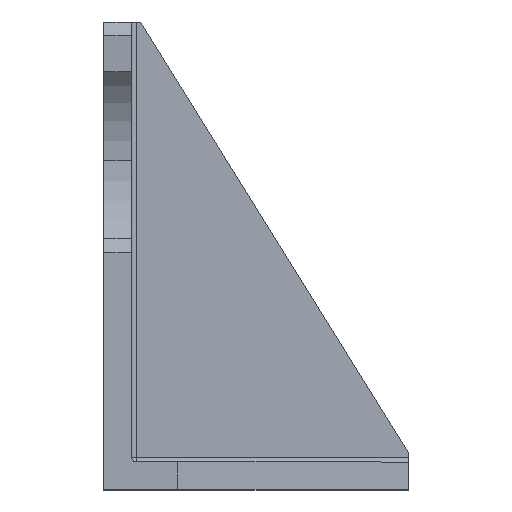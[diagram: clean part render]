
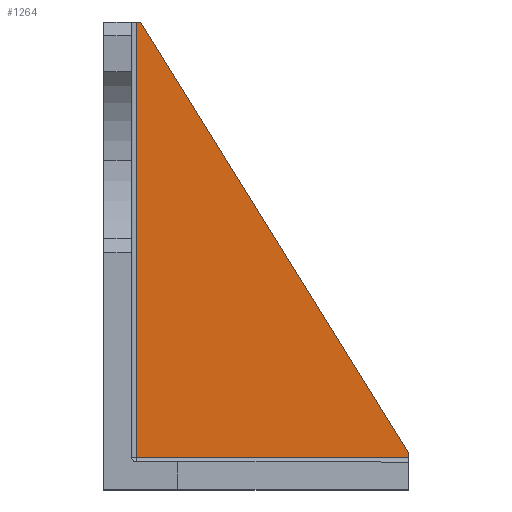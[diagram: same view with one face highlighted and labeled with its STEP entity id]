
A CAD part, top view. The second image highlights one B-rep face of the part: STEP entity #1264.
In plain terms, the highlighted planar face has unit normal (0, 0, 1).
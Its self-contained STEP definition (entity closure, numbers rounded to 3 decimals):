
#44 = PLANE('',#45);
#45 = AXIS2_PLACEMENT_3D('',#46,#47,#48);
#46 = CARTESIAN_POINT('',(-6.,94.908,-6.));
#47 = DIRECTION('',(0.,1.,0.));
#48 = DIRECTION('',(1.,0.,0.));
#72 = CYLINDRICAL_SURFACE('',#73,1.);
#73 = AXIS2_PLACEMENT_3D('',#74,#75,#76);
#74 = CARTESIAN_POINT('',(1.,0.,1.));
#75 = DIRECTION('',(0.,1.,0.));
#76 = DIRECTION('',(-1.,0.,-0.));
#417 = EDGE_CURVE('',#418,#420,#422,.T.);
#418 = VERTEX_POINT('',#419);
#419 = CARTESIAN_POINT('',(2.,94.908,0.));
#420 = VERTEX_POINT('',#421);
#421 = CARTESIAN_POINT('',(1.,94.908,0.));
#422 = SURFACE_CURVE('',#423,(#427,#434),.PCURVE_S1.);
#423 = LINE('',#424,#425);
#424 = CARTESIAN_POINT('',(-3.,94.908,0.));
#425 = VECTOR('',#426,1.);
#426 = DIRECTION('',(-1.,0.,-0.));
#427 = PCURVE('',#44,#428);
#428 = DEFINITIONAL_REPRESENTATION('',(#429),#433);
#429 = LINE('',#430,#431);
#430 = CARTESIAN_POINT('',(3.,-6.));
#431 = VECTOR('',#432,1.);
#432 = DIRECTION('',(-1.,0.));
#433 = ( GEOMETRIC_REPRESENTATION_CONTEXT(2) 
PARAMETRIC_REPRESENTATION_CONTEXT() REPRESENTATION_CONTEXT('2D SPACE',''
  ) );
#434 = PCURVE('',#435,#440);
#435 = PLANE('',#436);
#436 = AXIS2_PLACEMENT_3D('',#437,#438,#439);
#437 = CARTESIAN_POINT('',(0.,0.,0.));
#438 = DIRECTION('',(0.,0.,-1.));
#439 = DIRECTION('',(1.,0.,0.));
#440 = DEFINITIONAL_REPRESENTATION('',(#441),#445);
#441 = LINE('',#442,#443);
#442 = CARTESIAN_POINT('',(-3.,-94.908));
#443 = VECTOR('',#444,1.);
#444 = DIRECTION('',(-1.,-0.));
#445 = ( GEOMETRIC_REPRESENTATION_CONTEXT(2) 
PARAMETRIC_REPRESENTATION_CONTEXT() REPRESENTATION_CONTEXT('2D SPACE',''
  ) );
#463 = PLANE('',#464);
#464 = AXIS2_PLACEMENT_3D('',#465,#466,#467);
#465 = CARTESIAN_POINT('',(2.,94.908,-6.));
#466 = DIRECTION('',(0.849,0.528,0.)
  );
#467 = DIRECTION('',(0.528,-0.849,0.)
  );
#582 = VERTEX_POINT('',#583);
#583 = CARTESIAN_POINT('',(1.,1.,0.));
#608 = EDGE_CURVE('',#582,#420,#609,.T.);
#609 = SURFACE_CURVE('',#610,(#614,#620),.PCURVE_S1.);
#610 = LINE('',#611,#612);
#611 = CARTESIAN_POINT('',(1.,0.,0.));
#612 = VECTOR('',#613,1.);
#613 = DIRECTION('',(0.,1.,0.));
#614 = PCURVE('',#72,#615);
#615 = DEFINITIONAL_REPRESENTATION('',(#616),#619);
#616 = B_SPLINE_CURVE_WITH_KNOTS('',1,(#617,#618),.UNSPECIFIED.,.F.,.F.,
  (2,2),(1.,94.908),.PIECEWISE_BEZIER_KNOTS.);
#617 = CARTESIAN_POINT('',(-1.571,1.));
#618 = CARTESIAN_POINT('',(-1.571,94.908));
#619 = ( GEOMETRIC_REPRESENTATION_CONTEXT(2) 
PARAMETRIC_REPRESENTATION_CONTEXT() REPRESENTATION_CONTEXT('2D SPACE',''
  ) );
#620 = PCURVE('',#435,#621);
#621 = DEFINITIONAL_REPRESENTATION('',(#622),#626);
#622 = LINE('',#623,#624);
#623 = CARTESIAN_POINT('',(1.,0.));
#624 = VECTOR('',#625,1.);
#625 = DIRECTION('',(0.,-1.));
#626 = ( GEOMETRIC_REPRESENTATION_CONTEXT(2) 
PARAMETRIC_REPRESENTATION_CONTEXT() REPRESENTATION_CONTEXT('2D SPACE',''
  ) );
#1264 = ADVANCED_FACE('',(#1265),#435,.F.);
#1265 = FACE_BOUND('',#1266,.F.);
#1266 = EDGE_LOOP('',(#1267,#1297,#1322,#1323,#1324));
#1267 = ORIENTED_EDGE('',*,*,#1268,.F.);
#1268 = EDGE_CURVE('',#1269,#1271,#1273,.T.);
#1269 = VERTEX_POINT('',#1270);
#1270 = CARTESIAN_POINT('',(59.729,1.,0.));
#1271 = VERTEX_POINT('',#1272);
#1272 = CARTESIAN_POINT('',(59.729,2.,0.));
#1273 = SURFACE_CURVE('',#1274,(#1278,#1285),.PCURVE_S1.);
#1274 = LINE('',#1275,#1276);
#1275 = CARTESIAN_POINT('',(59.729,1.,0.));
#1276 = VECTOR('',#1277,1.);
#1277 = DIRECTION('',(0.,1.,0.));
#1278 = PCURVE('',#435,#1279);
#1279 = DEFINITIONAL_REPRESENTATION('',(#1280),#1284);
#1280 = LINE('',#1281,#1282);
#1281 = CARTESIAN_POINT('',(59.729,-1.));
#1282 = VECTOR('',#1283,1.);
#1283 = DIRECTION('',(0.,-1.));
#1284 = ( GEOMETRIC_REPRESENTATION_CONTEXT(2) 
PARAMETRIC_REPRESENTATION_CONTEXT() REPRESENTATION_CONTEXT('2D SPACE',''
  ) );
#1285 = PCURVE('',#1286,#1291);
#1286 = PLANE('',#1287);
#1287 = AXIS2_PLACEMENT_3D('',#1288,#1289,#1290);
#1288 = CARTESIAN_POINT('',(59.729,2.,-6.));
#1289 = DIRECTION('',(1.,0.,0.));
#1290 = DIRECTION('',(0.,-1.,0.));
#1291 = DEFINITIONAL_REPRESENTATION('',(#1292),#1296);
#1292 = LINE('',#1293,#1294);
#1293 = CARTESIAN_POINT('',(1.,-6.));
#1294 = VECTOR('',#1295,1.);
#1295 = DIRECTION('',(-1.,0.));
#1296 = ( GEOMETRIC_REPRESENTATION_CONTEXT(2) 
PARAMETRIC_REPRESENTATION_CONTEXT() REPRESENTATION_CONTEXT('2D SPACE',''
  ) );
#1297 = ORIENTED_EDGE('',*,*,#1298,.F.);
#1298 = EDGE_CURVE('',#582,#1269,#1299,.T.);
#1299 = SURFACE_CURVE('',#1300,(#1304,#1311),.PCURVE_S1.);
#1300 = LINE('',#1301,#1302);
#1301 = CARTESIAN_POINT('',(0.,1.,0.));
#1302 = VECTOR('',#1303,1.);
#1303 = DIRECTION('',(1.,0.,0.));
#1304 = PCURVE('',#435,#1305);
#1305 = DEFINITIONAL_REPRESENTATION('',(#1306),#1310);
#1306 = LINE('',#1307,#1308);
#1307 = CARTESIAN_POINT('',(0.,-1.));
#1308 = VECTOR('',#1309,1.);
#1309 = DIRECTION('',(1.,0.));
#1310 = ( GEOMETRIC_REPRESENTATION_CONTEXT(2) 
PARAMETRIC_REPRESENTATION_CONTEXT() REPRESENTATION_CONTEXT('2D SPACE',''
  ) );
#1311 = PCURVE('',#1312,#1317);
#1312 = CYLINDRICAL_SURFACE('',#1313,1.);
#1313 = AXIS2_PLACEMENT_3D('',#1314,#1315,#1316);
#1314 = CARTESIAN_POINT('',(0.,1.,1.));
#1315 = DIRECTION('',(1.,0.,0.));
#1316 = DIRECTION('',(0.,0.,-1.));
#1317 = DEFINITIONAL_REPRESENTATION('',(#1318),#1321);
#1318 = B_SPLINE_CURVE_WITH_KNOTS('',1,(#1319,#1320),.UNSPECIFIED.,.F.,
  .F.,(2,2),(1.,59.729),.PIECEWISE_BEZIER_KNOTS.);
#1319 = CARTESIAN_POINT('',(0.,1.));
#1320 = CARTESIAN_POINT('',(0.,59.729));
#1321 = ( GEOMETRIC_REPRESENTATION_CONTEXT(2) 
PARAMETRIC_REPRESENTATION_CONTEXT() REPRESENTATION_CONTEXT('2D SPACE',''
  ) );
#1322 = ORIENTED_EDGE('',*,*,#608,.T.);
#1323 = ORIENTED_EDGE('',*,*,#417,.F.);
#1324 = ORIENTED_EDGE('',*,*,#1325,.F.);
#1325 = EDGE_CURVE('',#1271,#418,#1326,.T.);
#1326 = SURFACE_CURVE('',#1327,(#1331,#1338),.PCURVE_S1.);
#1327 = LINE('',#1328,#1329);
#1328 = CARTESIAN_POINT('',(22.994,61.12,
    0.));
#1329 = VECTOR('',#1330,1.);
#1330 = DIRECTION('',(-0.528,0.849,0.
    ));
#1331 = PCURVE('',#435,#1332);
#1332 = DEFINITIONAL_REPRESENTATION('',(#1333),#1337);
#1333 = LINE('',#1334,#1335);
#1334 = CARTESIAN_POINT('',(22.994,-61.12));
#1335 = VECTOR('',#1336,1.);
#1336 = DIRECTION('',(-0.528,-0.849));
#1337 = ( GEOMETRIC_REPRESENTATION_CONTEXT(2) 
PARAMETRIC_REPRESENTATION_CONTEXT() REPRESENTATION_CONTEXT('2D SPACE',''
  ) );
#1338 = PCURVE('',#463,#1339);
#1339 = DEFINITIONAL_REPRESENTATION('',(#1340),#1344);
#1340 = LINE('',#1341,#1342);
#1341 = CARTESIAN_POINT('',(39.779,-6.));
#1342 = VECTOR('',#1343,1.);
#1343 = DIRECTION('',(-1.,0.));
#1344 = ( GEOMETRIC_REPRESENTATION_CONTEXT(2) 
PARAMETRIC_REPRESENTATION_CONTEXT() REPRESENTATION_CONTEXT('2D SPACE',''
  ) );
